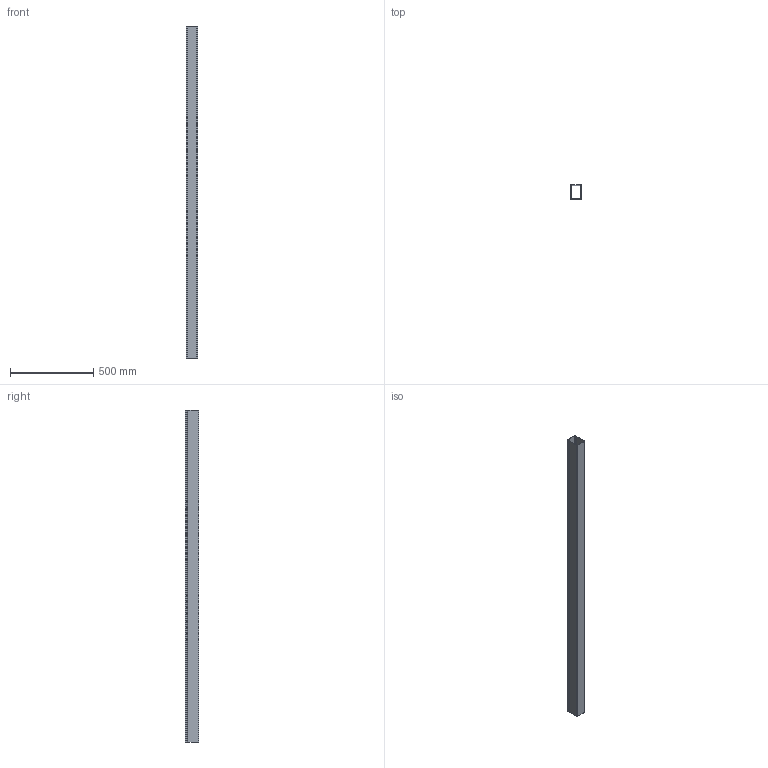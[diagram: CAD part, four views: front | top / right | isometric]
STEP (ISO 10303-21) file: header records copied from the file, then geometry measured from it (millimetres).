
FILE_DESCRIPTION (( 'STEP AP214' ), '1' );
FILE_NAME ('6178229.stp', '2016-08-03T14:48:00', ( '' ), ( '' ), 'SwSTEP 2.0', 'SolidWorks 2014', '' );
FILE_SCHEMA (( 'AUTOMOTIVE_DESIGN' ));
Length unit declared in the file: millimetre
Products named in the file (3): Oberteil_60; LK4_80060_Unterteil; 6178229
Assembly tree (2 placements, depth 2):
  6178229
    LK4_80060_Unterteil
    Oberteil_60
Bounding box: 66.4 x 83.4 x 2000 mm (x, y, z)
Volume: 1252536.4 mm3; surface area: 1314136.5 mm2
Topology: 2 solids, 2 shells, 66 faces, 186 edges, 124 vertices
Faces by surface type: plane 36, cylinder 30
Entity records: 2986 total; most frequent: DIRECTION 388, CARTESIAN_POINT 381, ORIENTED_EDGE 372, EDGE_CURVE 186, AXIS2_PLACEMENT_3D 131, LINE 126, VECTOR 126, VERTEX_POINT 124
